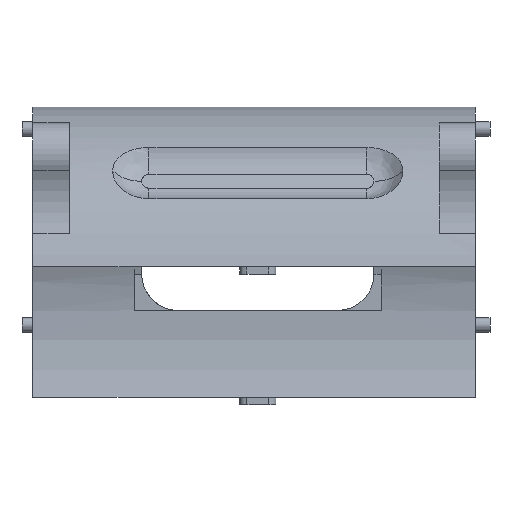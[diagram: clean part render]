
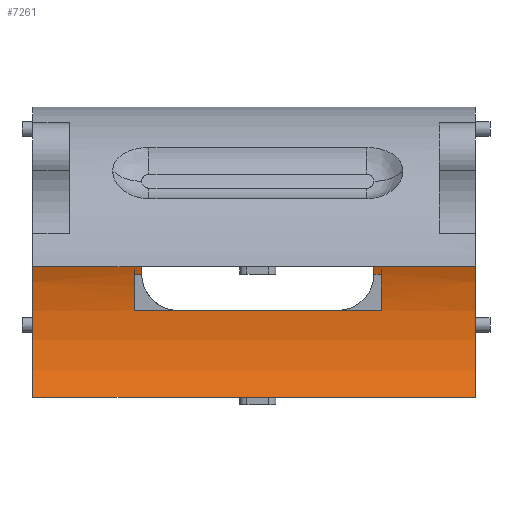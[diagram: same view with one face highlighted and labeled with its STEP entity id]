
A CAD part, left-side view. The second image highlights one B-rep face of the part: STEP entity #7261.
In plain terms, the highlighted cylindrical face has radius 25 mm (diameter 50 mm), a partial arc.
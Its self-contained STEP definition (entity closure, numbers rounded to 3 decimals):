
#4993=CARTESIAN_POINT('',(-55.08,47.05,2.));
#4994=VERTEX_POINT('',#4993);
#5001=CARTESIAN_POINT('',(-55.08,13.,2.));
#5002=VERTEX_POINT('',#5001);
#5003=CARTESIAN_POINT('',(-55.08,47.05,2.));
#5004=DIRECTION('',(-0.,-1.,-0.));
#5005=VECTOR('',#5004,34.05);
#5006=LINE('',#5003,#5005);
#5007=EDGE_CURVE('',#4994,#5002,#5006,.T.);
#6747=CARTESIAN_POINT('',(-57.087,61.,-10.));
#6748=VERTEX_POINT('',#6747);
#6755=CARTESIAN_POINT('',(-57.,61.,9.798));
#6756=VERTEX_POINT('',#6755);
#6757=CARTESIAN_POINT('',(-80.,61.,-0.));
#6758=DIRECTION('',(0.,1.,0.));
#6759=DIRECTION('',(0.,-0.,1.));
#6760=AXIS2_PLACEMENT_3D('',#6757,#6758,#6759);
#6761=CIRCLE('',#6760,25.);
#6762=EDGE_CURVE('',#6756,#6748,#6761,.T.);
#6926=CARTESIAN_POINT('',(-57.,0.,9.798));
#6927=VERTEX_POINT('',#6926);
#6934=CARTESIAN_POINT('',(-57.087,0.,-10.));
#6935=VERTEX_POINT('',#6934);
#6936=CARTESIAN_POINT('',(-80.,0.,-0.));
#6937=DIRECTION('',(0.,1.,0.));
#6938=DIRECTION('',(0.,-0.,1.));
#6939=AXIS2_PLACEMENT_3D('',#6936,#6937,#6938);
#6940=CIRCLE('',#6939,25.);
#6941=EDGE_CURVE('',#6927,#6935,#6940,.T.);
#7077=CARTESIAN_POINT('',(-57.,14.,9.798));
#7078=VERTEX_POINT('',#7077);
#7085=CARTESIAN_POINT('',(-57.,0.,9.798));
#7086=DIRECTION('',(0.,1.,0.));
#7087=VECTOR('',#7086,14.);
#7088=LINE('',#7085,#7087);
#7089=EDGE_CURVE('',#6927,#7078,#7088,.T.);
#7101=CARTESIAN_POINT('',(-57.,46.,9.798));
#7102=VERTEX_POINT('',#7101);
#7111=CARTESIAN_POINT('',(-57.,46.,9.798));
#7112=DIRECTION('',(0.,1.,0.));
#7113=VECTOR('',#7112,15.);
#7114=LINE('',#7111,#7113);
#7115=EDGE_CURVE('',#7102,#6756,#7114,.T.);
#7195=CARTESIAN_POINT('',(-80.,0.,-0.));
#7196=DIRECTION('',(0.,1.,0.));
#7197=DIRECTION('',(0.,-0.,1.));
#7198=AXIS2_PLACEMENT_3D('',#7195,#7196,#7197);
#7199=CYLINDRICAL_SURFACE('',#7198,25.);
#7200=CARTESIAN_POINT('',(-56.,47.05,7.));
#7201=VERTEX_POINT('',#7200);
#7202=CARTESIAN_POINT('',(-80.,47.05,-0.));
#7203=DIRECTION('',(-0.,-1.,-0.));
#7204=DIRECTION('',(0.,-0.,1.));
#7205=AXIS2_PLACEMENT_3D('',#7202,#7203,#7204);
#7206=CIRCLE('',#7205,25.);
#7207=EDGE_CURVE('',#4994,#7201,#7206,.T.);
#7208=ORIENTED_EDGE('',*,*,#7207,.T.);
#7209=CARTESIAN_POINT('',(-56.,46.,7.));
#7210=VERTEX_POINT('',#7209);
#7211=CARTESIAN_POINT('',(-56.,47.05,7.));
#7212=DIRECTION('',(-0.,-1.,-0.));
#7213=VECTOR('',#7212,1.05);
#7214=LINE('',#7211,#7213);
#7215=EDGE_CURVE('',#7201,#7210,#7214,.T.);
#7216=ORIENTED_EDGE('',*,*,#7215,.T.);
#7217=CARTESIAN_POINT('',(-80.,46.,-0.));
#7218=DIRECTION('',(-0.,1.,-0.));
#7219=DIRECTION('',(0.,0.,-1.));
#7220=AXIS2_PLACEMENT_3D('',#7217,#7218,#7219);
#7221=CIRCLE('',#7220,25.);
#7222=EDGE_CURVE('',#7102,#7210,#7221,.T.);
#7223=ORIENTED_EDGE('',*,*,#7222,.F.);
#7224=ORIENTED_EDGE('',*,*,#7115,.T.);
#7225=ORIENTED_EDGE('',*,*,#6762,.T.);
#7226=CARTESIAN_POINT('',(-57.087,0.,-10.));
#7227=DIRECTION('',(0.,1.,0.));
#7228=VECTOR('',#7227,61.);
#7229=LINE('',#7226,#7228);
#7230=EDGE_CURVE('',#6935,#6748,#7229,.T.);
#7231=ORIENTED_EDGE('',*,*,#7230,.F.);
#7232=ORIENTED_EDGE('',*,*,#6941,.F.);
#7233=ORIENTED_EDGE('',*,*,#7089,.T.);
#7234=CARTESIAN_POINT('',(-56.,14.,7.));
#7235=VERTEX_POINT('',#7234);
#7236=CARTESIAN_POINT('',(-80.,14.,-0.));
#7237=DIRECTION('',(-0.,-1.,-0.));
#7238=DIRECTION('',(0.,-0.,1.));
#7239=AXIS2_PLACEMENT_3D('',#7236,#7237,#7238);
#7240=CIRCLE('',#7239,25.);
#7241=EDGE_CURVE('',#7235,#7078,#7240,.T.);
#7242=ORIENTED_EDGE('',*,*,#7241,.F.);
#7243=CARTESIAN_POINT('',(-56.,13.,7.));
#7244=VERTEX_POINT('',#7243);
#7245=CARTESIAN_POINT('',(-56.,13.,7.));
#7246=DIRECTION('',(0.,1.,0.));
#7247=VECTOR('',#7246,1.);
#7248=LINE('',#7245,#7247);
#7249=EDGE_CURVE('',#7244,#7235,#7248,.T.);
#7250=ORIENTED_EDGE('',*,*,#7249,.F.);
#7251=CARTESIAN_POINT('',(-80.,13.,-0.));
#7252=DIRECTION('',(-0.,-1.,-0.));
#7253=DIRECTION('',(0.,-0.,1.));
#7254=AXIS2_PLACEMENT_3D('',#7251,#7252,#7253);
#7255=CIRCLE('',#7254,25.);
#7256=EDGE_CURVE('',#5002,#7244,#7255,.T.);
#7257=ORIENTED_EDGE('',*,*,#7256,.F.);
#7258=ORIENTED_EDGE('',*,*,#5007,.F.);
#7259=EDGE_LOOP('',(#7208,#7216,#7223,#7224,#7225,#7231,#7232,#7233,#7242,#7250,#7257,#7258));
#7260=FACE_BOUND('',#7259,.T.);
#7261=ADVANCED_FACE('',(#7260),#7199,.F.);
